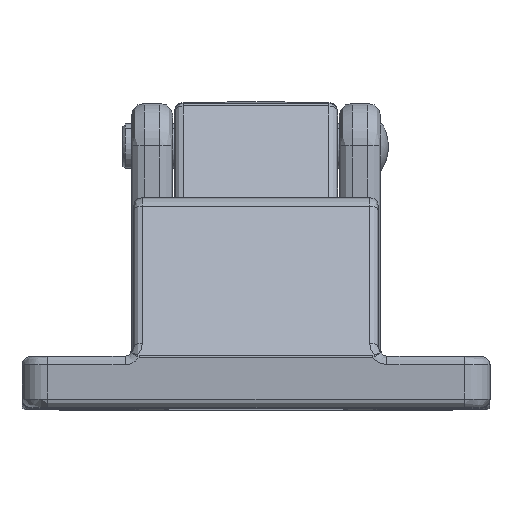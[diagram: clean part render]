
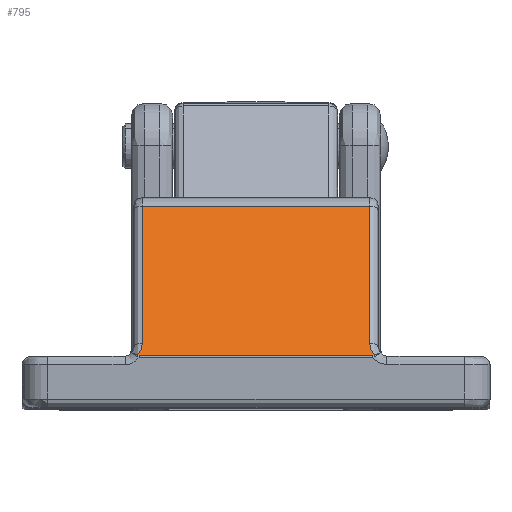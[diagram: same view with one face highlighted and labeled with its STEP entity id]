
A CAD part, top view. The second image highlights one B-rep face of the part: STEP entity #795.
In plain terms, the highlighted planar face has unit normal (0, 0.493, 0.87).
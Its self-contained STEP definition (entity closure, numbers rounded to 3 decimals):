
#795=ADVANCED_FACE('',(#6419),#6418,.T.);
#6418=PLANE('',#19032);
#6419=FACE_OUTER_BOUND('',#19033,.T.);
#19029=CARTESIAN_POINT('',(-16.262,12.97,2.899));
#19030=DIRECTION('',(0.,0.492,0.871));
#19031=DIRECTION('',(0.,-0.871,0.492));
#19032=AXIS2_PLACEMENT_3D('',#19029,#19030,#19031);
#19033=EDGE_LOOP('',(#26372,#26373,#26374,#26375,#26376,#26377,#26378,#26379));
#26372=ORIENTED_EDGE('',*,*,#29199,.T.);
#26373=ORIENTED_EDGE('',*,*,#29200,.T.);
#26374=ORIENTED_EDGE('',*,*,#29201,.T.);
#26375=ORIENTED_EDGE('',*,*,#29202,.T.);
#26376=ORIENTED_EDGE('',*,*,#29203,.T.);
#26377=ORIENTED_EDGE('',*,*,#29204,.T.);
#26378=ORIENTED_EDGE('',*,*,#29205,.T.);
#26379=ORIENTED_EDGE('',*,*,#29206,.T.);
#29199=EDGE_CURVE('',#38309,#38310,#38311,.T.);
#29200=EDGE_CURVE('',#38310,#38317,#38318,.T.);
#29201=EDGE_CURVE('',#38317,#38324,#38325,.T.);
#29202=EDGE_CURVE('',#38324,#38331,#38332,.T.);
#29203=EDGE_CURVE('',#38331,#38338,#38339,.T.);
#29204=EDGE_CURVE('',#38338,#38345,#38346,.T.);
#29205=EDGE_CURVE('',#38345,#38352,#38353,.T.);
#29206=EDGE_CURVE('',#38352,#38309,#38359,.T.);
#38309=VERTEX_POINT('',#50596);
#38310=VERTEX_POINT('',#50597);
#38311=LINE('',#50598,#50599);
#38317=VERTEX_POINT('',#50601);
#38318=LINE('',#50602,#50603);
#38324=VERTEX_POINT('',#50605);
#38325=LINE('',#50606,#50607);
#38331=VERTEX_POINT('',#50609);
#38332=(BOUNDED_CURVE() B_SPLINE_CURVE(3,(#50610,#50611,#50612,#50613,#50614,#50615,#50616,#50617),.UNSPECIFIED.,.F.,.F.) B_SPLINE_CURVE_WITH_KNOTS((4,2,2,4),(0.,0.25,0.5,1.),.UNSPECIFIED.) CURVE() GEOMETRIC_REPRESENTATION_ITEM() RATIONAL_B_SPLINE_CURVE((1.,1.,1.,1.,1.,1.,1.,1.)) REPRESENTATION_ITEM('') );
#38338=VERTEX_POINT('',#50618);
#38339=(BOUNDED_CURVE() B_SPLINE_CURVE(3,(#50619,#50620,#50621,#50622),.UNSPECIFIED.,.F.,.F.) B_SPLINE_CURVE_WITH_KNOTS((4,4),(0.,1.),.UNSPECIFIED.) CURVE() GEOMETRIC_REPRESENTATION_ITEM() RATIONAL_B_SPLINE_CURVE((1.,1.,1.,1.)) REPRESENTATION_ITEM('') );
#38345=VERTEX_POINT('',#50623);
#38346=LINE('',#50624,#50625);
#38352=VERTEX_POINT('',#50627);
#38353=(BOUNDED_CURVE() B_SPLINE_CURVE(3,(#50628,#50629,#50630,#50631),.UNSPECIFIED.,.F.,.F.) B_SPLINE_CURVE_WITH_KNOTS((4,4),(0.,1.),.UNSPECIFIED.) CURVE() GEOMETRIC_REPRESENTATION_ITEM() RATIONAL_B_SPLINE_CURVE((1.,1.,1.,1.)) REPRESENTATION_ITEM('') );
#38359=(BOUNDED_CURVE() B_SPLINE_CURVE(3,(#50632,#50633,#50634,#50635,#50636,#50637,#50638,#50639,#50640),.UNSPECIFIED.,.F.,.F.) B_SPLINE_CURVE_WITH_KNOTS((4,1,2,2,4),(0.,0.25,0.375,0.5,1.),.UNSPECIFIED.) CURVE() GEOMETRIC_REPRESENTATION_ITEM() RATIONAL_B_SPLINE_CURVE((1.,1.,1.,1.,1.,1.,1.,1.,1.)) REPRESENTATION_ITEM('') );
#50596=CARTESIAN_POINT('',(13.5,-4.758,12.908));
#50597=CARTESIAN_POINT('',(13.5,11.233,3.88));
#50598=CARTESIAN_POINT('',(13.5,-4.758,12.908));
#50599=VECTOR('',#50600,18.364);
#50600=DIRECTION('',(0.,0.871,-0.492));
#50601=CARTESIAN_POINT('',(-13.,11.233,3.88));
#50602=CARTESIAN_POINT('',(13.5,11.233,3.88));
#50603=VECTOR('',#50604,26.5);
#50604=DIRECTION('',(-1.,0.,0.));
#50605=CARTESIAN_POINT('',(-13.,-4.758,12.908));
#50606=CARTESIAN_POINT('',(-13.,11.233,3.88));
#50607=VECTOR('',#50608,18.364);
#50608=DIRECTION('',(0.,-0.871,0.492));
#50609=CARTESIAN_POINT('',(-13.51,-6.092,13.661));
#50610=CARTESIAN_POINT('',(-13.,-4.758,12.908));
#50611=CARTESIAN_POINT('',(-13.001,-4.883,12.978));
#50612=CARTESIAN_POINT('',(-13.012,-5.004,13.047));
#50613=CARTESIAN_POINT('',(-13.056,-5.242,13.181));
#50614=CARTESIAN_POINT('',(-13.089,-5.36,13.247));
#50615=CARTESIAN_POINT('',(-13.217,-5.698,13.438));
#50616=CARTESIAN_POINT('',(-13.343,-5.905,13.555));
#50617=CARTESIAN_POINT('',(-13.51,-6.092,13.661));
#50618=CARTESIAN_POINT('',(-13.351,-6.136,13.685));
#50619=CARTESIAN_POINT('',(-13.51,-6.092,13.661));
#50620=CARTESIAN_POINT('',(-13.467,-6.12,13.677));
#50621=CARTESIAN_POINT('',(-13.414,-6.135,13.685));
#50622=CARTESIAN_POINT('',(-13.351,-6.136,13.685));
#50623=CARTESIAN_POINT('',(13.851,-6.136,13.685));
#50624=CARTESIAN_POINT('',(-13.351,-6.136,13.685));
#50625=VECTOR('',#50626,27.202);
#50626=DIRECTION('',(1.,0.,0.));
#50627=CARTESIAN_POINT('',(14.01,-6.092,13.661));
#50628=CARTESIAN_POINT('',(13.851,-6.136,13.685));
#50629=CARTESIAN_POINT('',(13.914,-6.135,13.685));
#50630=CARTESIAN_POINT('',(13.967,-6.12,13.677));
#50631=CARTESIAN_POINT('',(14.01,-6.092,13.661));
#50632=CARTESIAN_POINT('',(14.01,-6.092,13.661));
#50633=CARTESIAN_POINT('',(13.928,-6.,13.609));
#50634=CARTESIAN_POINT('',(13.819,-5.853,13.526));
#50635=CARTESIAN_POINT('',(13.732,-5.694,13.436));
#50636=CARTESIAN_POINT('',(13.678,-5.585,13.375));
#50637=CARTESIAN_POINT('',(13.653,-5.528,13.343));
#50638=CARTESIAN_POINT('',(13.545,-5.249,13.185));
#50639=CARTESIAN_POINT('',(13.502,-5.011,13.051));
#50640=CARTESIAN_POINT('',(13.5,-4.758,12.908));
